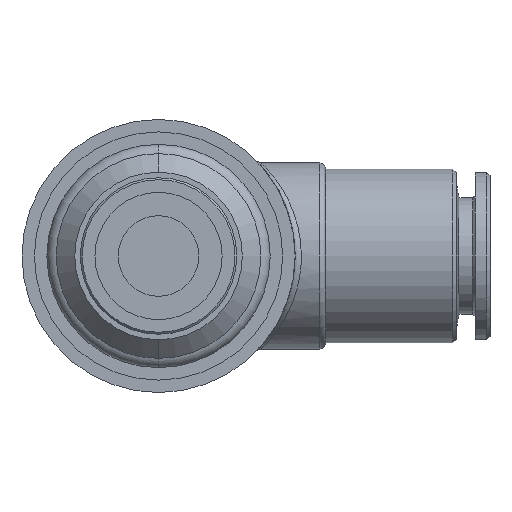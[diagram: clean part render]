
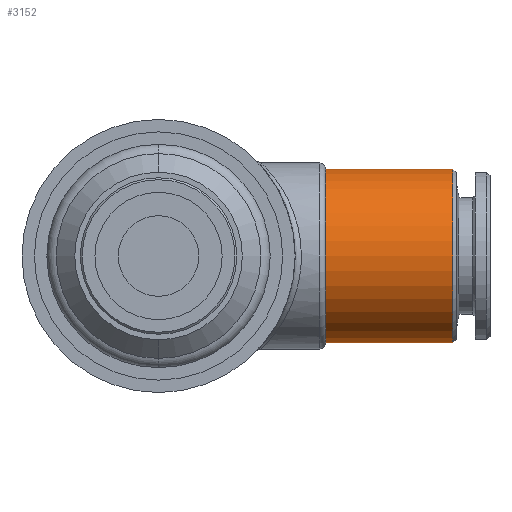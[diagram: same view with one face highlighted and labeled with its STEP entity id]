
A CAD part, front view. The second image highlights one B-rep face of the part: STEP entity #3152.
In plain terms, the highlighted cylindrical face has radius 7 mm (diameter 14 mm), a partial arc.
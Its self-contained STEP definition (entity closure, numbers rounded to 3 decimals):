
#550 = CYLINDRICAL_SURFACE ( 'NONE', #595, 7. ) ;
#551 = DIRECTION ( 'NONE',  ( 0., 0., 1. ) ) ;
#552 = DIRECTION ( 'NONE',  ( -1., 0., 0. ) ) ;
#553 = CARTESIAN_POINT ( 'NONE',  ( 23.7, 20.3, 0. ) ) ;
#554 = AXIS2_PLACEMENT_3D ( 'NONE', #553, #552, #551 ) ;
#555 = CIRCLE ( 'NONE', #554, 7. ) ;
#556 = FACE_OUTER_BOUND ( 'NONE', #3061, .T. ) ;
#592 = DIRECTION ( 'NONE',  ( 0., 0., 1. ) ) ;
#593 = DIRECTION ( 'NONE',  ( -1., 0., 0. ) ) ;
#594 = CARTESIAN_POINT ( 'NONE',  ( 0., 20.3, 0. ) ) ;
#595 = AXIS2_PLACEMENT_3D ( 'NONE', #594, #593, #592 ) ;
#1539 = CARTESIAN_POINT ( 'NONE',  ( 23.7, 20.3, -7. ) ) ;
#2182 = VERTEX_POINT ( 'NONE', #2463 ) ;
#2205 = EDGE_CURVE ( 'NONE', #3963, #2206, #2802, .T. ) ;
#2206 = VERTEX_POINT ( 'NONE', #2821 ) ;
#2313 = EDGE_CURVE ( 'NONE', #2182, #2358, #4645, .T. ) ;
#2358 = VERTEX_POINT ( 'NONE', #4181 ) ;
#2463 = CARTESIAN_POINT ( 'NONE',  ( 23.7, 20.3, 7. ) ) ;
#2799 = CARTESIAN_POINT ( 'NONE',  ( 0., 20.3, -7. ) ) ;
#2802 = LINE ( 'NONE', #2799, #2820 ) ;
#2820 = VECTOR ( 'NONE', #2822, 1000. ) ;
#2821 = CARTESIAN_POINT ( 'NONE',  ( 13.449, 20.3, -7. ) ) ;
#2822 = DIRECTION ( 'NONE',  ( -1., 0., 0. ) ) ;
#2929 = EDGE_CURVE ( 'NONE', #2206, #2358, #4470, .T. ) ;
#3061 = EDGE_LOOP ( 'NONE', ( #3062, #3063, #3064, #3065 ) ) ;
#3062 = ORIENTED_EDGE ( 'NONE', *, *, #2205, .F. ) ;
#3063 = ORIENTED_EDGE ( 'NONE', *, *, #3151, .T. ) ;
#3064 = ORIENTED_EDGE ( 'NONE', *, *, #2313, .T. ) ;
#3065 = ORIENTED_EDGE ( 'NONE', *, *, #2929, .F. ) ;
#3151 = EDGE_CURVE ( 'NONE', #3963, #2182, #555, .T. ) ;
#3152 = ADVANCED_FACE ( 'NONE', ( #556 ), #550, .T. ) ;
#3963 = VERTEX_POINT ( 'NONE', #1539 ) ;
#4181 = CARTESIAN_POINT ( 'NONE',  ( 13.449, 20.3, 7. ) ) ;
#4463 = AXIS2_PLACEMENT_3D ( 'NONE', #4468, #4488, #4501 ) ;
#4468 = CARTESIAN_POINT ( 'NONE',  ( 13.449, 20.3, 0. ) ) ;
#4470 = CIRCLE ( 'NONE', #4463, 7. ) ;
#4488 = DIRECTION ( 'NONE',  ( -1., 0., 0. ) ) ;
#4501 = DIRECTION ( 'NONE',  ( 0., 0., 1. ) ) ;
#4642 = DIRECTION ( 'NONE',  ( -1., 0., 0. ) ) ;
#4643 = VECTOR ( 'NONE', #4642, 1000. ) ;
#4644 = CARTESIAN_POINT ( 'NONE',  ( 0., 20.3, 7. ) ) ;
#4645 = LINE ( 'NONE', #4644, #4643 ) ;
